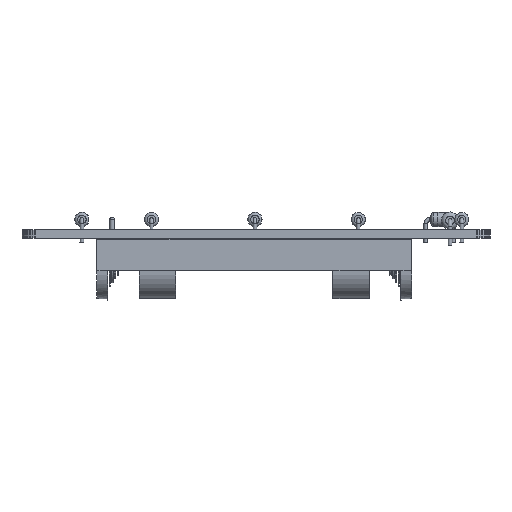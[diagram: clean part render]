
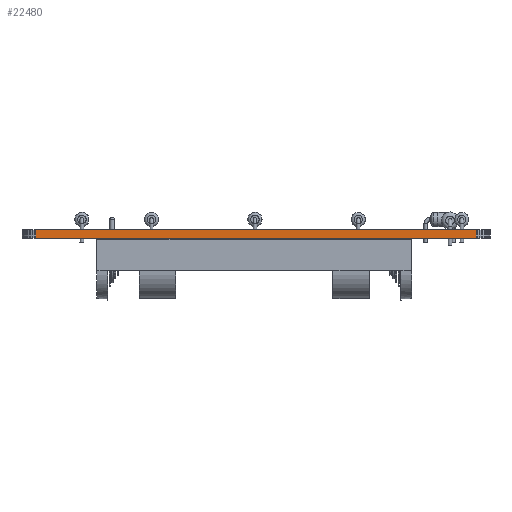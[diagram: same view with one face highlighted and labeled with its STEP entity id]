
A CAD part, front view. The second image highlights one B-rep face of the part: STEP entity #22480.
In plain terms, the highlighted planar face has unit normal (0, -1, 0).
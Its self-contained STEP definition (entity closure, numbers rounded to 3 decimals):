
#8879 = PLANE('',#8880);
#8880 = AXIS2_PLACEMENT_3D('',#8881,#8882,#8883);
#8881 = CARTESIAN_POINT('',(232.353,-158.694,1.6));
#8882 = DIRECTION('',(-0.,-0.,-1.));
#8883 = DIRECTION('',(-1.,0.,0.));
#8933 = PLANE('',#8934);
#8934 = AXIS2_PLACEMENT_3D('',#8935,#8936,#8937);
#8935 = CARTESIAN_POINT('',(232.353,-158.694,0.));
#8936 = DIRECTION('',(-0.,-0.,-1.));
#8937 = DIRECTION('',(-1.,0.,0.));
#9742 = VERTEX_POINT('',#9743);
#9743 = CARTESIAN_POINT('',(272.923,-228.6,0.));
#9757 = PLANE('',#9758);
#9758 = AXIS2_PLACEMENT_3D('',#9759,#9760,#9761);
#9759 = CARTESIAN_POINT('',(273.229,-228.581,0.));
#9760 = DIRECTION('',(0.06,-0.998,0.));
#9761 = DIRECTION('',(-0.998,-0.06,0.));
#9769 = EDGE_CURVE('',#9742,#9770,#9772,.T.);
#9770 = VERTEX_POINT('',#9771);
#9771 = CARTESIAN_POINT('',(191.788,-228.582,0.));
#9772 = SURFACE_CURVE('',#9773,(#9777,#9784),.PCURVE_S1.);
#9773 = LINE('',#9774,#9775);
#9774 = CARTESIAN_POINT('',(272.923,-228.6,0.));
#9775 = VECTOR('',#9776,1.);
#9776 = DIRECTION('',(-1.,0.,0.));
#9777 = PCURVE('',#8933,#9778);
#9778 = DEFINITIONAL_REPRESENTATION('',(#9779),#9783);
#9779 = LINE('',#9780,#9781);
#9780 = CARTESIAN_POINT('',(-40.57,-69.906));
#9781 = VECTOR('',#9782,1.);
#9782 = DIRECTION('',(1.,0.));
#9783 = ( GEOMETRIC_REPRESENTATION_CONTEXT(2) 
PARAMETRIC_REPRESENTATION_CONTEXT() REPRESENTATION_CONTEXT('2D SPACE',''
  ) );
#9784 = PCURVE('',#9785,#9790);
#9785 = PLANE('',#9786);
#9786 = AXIS2_PLACEMENT_3D('',#9787,#9788,#9789);
#9787 = CARTESIAN_POINT('',(272.923,-228.6,0.));
#9788 = DIRECTION('',(0.,-1.,0.));
#9789 = DIRECTION('',(-1.,0.,0.));
#9790 = DEFINITIONAL_REPRESENTATION('',(#9791),#9795);
#9791 = LINE('',#9792,#9793);
#9792 = CARTESIAN_POINT('',(0.,0.));
#9793 = VECTOR('',#9794,1.);
#9794 = DIRECTION('',(1.,0.));
#9795 = ( GEOMETRIC_REPRESENTATION_CONTEXT(2) 
PARAMETRIC_REPRESENTATION_CONTEXT() REPRESENTATION_CONTEXT('2D SPACE',''
  ) );
#9813 = PLANE('',#9814);
#9814 = AXIS2_PLACEMENT_3D('',#9815,#9816,#9817);
#9815 = CARTESIAN_POINT('',(191.788,-228.582,0.));
#9816 = DIRECTION('',(-0.06,-0.998,0.));
#9817 = DIRECTION('',(-0.998,0.06,0.));
#16150 = VERTEX_POINT('',#16151);
#16151 = CARTESIAN_POINT('',(272.923,-228.6,1.6));
#16172 = EDGE_CURVE('',#16150,#16173,#16175,.T.);
#16173 = VERTEX_POINT('',#16174);
#16174 = CARTESIAN_POINT('',(191.788,-228.582,1.6));
#16175 = SURFACE_CURVE('',#16176,(#16180,#16187),.PCURVE_S1.);
#16176 = LINE('',#16177,#16178);
#16177 = CARTESIAN_POINT('',(272.923,-228.6,1.6));
#16178 = VECTOR('',#16179,1.);
#16179 = DIRECTION('',(-1.,0.,0.));
#16180 = PCURVE('',#8879,#16181);
#16181 = DEFINITIONAL_REPRESENTATION('',(#16182),#16186);
#16182 = LINE('',#16183,#16184);
#16183 = CARTESIAN_POINT('',(-40.57,-69.906));
#16184 = VECTOR('',#16185,1.);
#16185 = DIRECTION('',(1.,0.));
#16186 = ( GEOMETRIC_REPRESENTATION_CONTEXT(2) 
PARAMETRIC_REPRESENTATION_CONTEXT() REPRESENTATION_CONTEXT('2D SPACE',''
  ) );
#16187 = PCURVE('',#9785,#16188);
#16188 = DEFINITIONAL_REPRESENTATION('',(#16189),#16193);
#16189 = LINE('',#16190,#16191);
#16190 = CARTESIAN_POINT('',(0.,-1.6));
#16191 = VECTOR('',#16192,1.);
#16192 = DIRECTION('',(1.,0.));
#16193 = ( GEOMETRIC_REPRESENTATION_CONTEXT(2) 
PARAMETRIC_REPRESENTATION_CONTEXT() REPRESENTATION_CONTEXT('2D SPACE',''
  ) );
#22432 = EDGE_CURVE('',#9742,#16150,#22433,.T.);
#22433 = SURFACE_CURVE('',#22434,(#22438,#22445),.PCURVE_S1.);
#22434 = LINE('',#22435,#22436);
#22435 = CARTESIAN_POINT('',(272.923,-228.6,0.));
#22436 = VECTOR('',#22437,1.);
#22437 = DIRECTION('',(0.,0.,1.));
#22438 = PCURVE('',#9757,#22439);
#22439 = DEFINITIONAL_REPRESENTATION('',(#22440),#22444);
#22440 = LINE('',#22441,#22442);
#22441 = CARTESIAN_POINT('',(0.307,0.));
#22442 = VECTOR('',#22443,1.);
#22443 = DIRECTION('',(0.,-1.));
#22444 = ( GEOMETRIC_REPRESENTATION_CONTEXT(2) 
PARAMETRIC_REPRESENTATION_CONTEXT() REPRESENTATION_CONTEXT('2D SPACE',''
  ) );
#22445 = PCURVE('',#9785,#22446);
#22446 = DEFINITIONAL_REPRESENTATION('',(#22447),#22451);
#22447 = LINE('',#22448,#22449);
#22448 = CARTESIAN_POINT('',(0.,0.));
#22449 = VECTOR('',#22450,1.);
#22450 = DIRECTION('',(0.,-1.));
#22451 = ( GEOMETRIC_REPRESENTATION_CONTEXT(2) 
PARAMETRIC_REPRESENTATION_CONTEXT() REPRESENTATION_CONTEXT('2D SPACE',''
  ) );
#22480 = ADVANCED_FACE('',(#22481),#9785,.T.);
#22481 = FACE_BOUND('',#22482,.T.);
#22482 = EDGE_LOOP('',(#22483,#22484,#22485,#22506));
#22483 = ORIENTED_EDGE('',*,*,#22432,.T.);
#22484 = ORIENTED_EDGE('',*,*,#16172,.T.);
#22485 = ORIENTED_EDGE('',*,*,#22486,.F.);
#22486 = EDGE_CURVE('',#9770,#16173,#22487,.T.);
#22487 = SURFACE_CURVE('',#22488,(#22492,#22499),.PCURVE_S1.);
#22488 = LINE('',#22489,#22490);
#22489 = CARTESIAN_POINT('',(191.788,-228.582,0.));
#22490 = VECTOR('',#22491,1.);
#22491 = DIRECTION('',(0.,0.,1.));
#22492 = PCURVE('',#9785,#22493);
#22493 = DEFINITIONAL_REPRESENTATION('',(#22494),#22498);
#22494 = LINE('',#22495,#22496);
#22495 = CARTESIAN_POINT('',(81.135,0.));
#22496 = VECTOR('',#22497,1.);
#22497 = DIRECTION('',(0.,-1.));
#22498 = ( GEOMETRIC_REPRESENTATION_CONTEXT(2) 
PARAMETRIC_REPRESENTATION_CONTEXT() REPRESENTATION_CONTEXT('2D SPACE',''
  ) );
#22499 = PCURVE('',#9813,#22500);
#22500 = DEFINITIONAL_REPRESENTATION('',(#22501),#22505);
#22501 = LINE('',#22502,#22503);
#22502 = CARTESIAN_POINT('',(0.,0.));
#22503 = VECTOR('',#22504,1.);
#22504 = DIRECTION('',(0.,-1.));
#22505 = ( GEOMETRIC_REPRESENTATION_CONTEXT(2) 
PARAMETRIC_REPRESENTATION_CONTEXT() REPRESENTATION_CONTEXT('2D SPACE',''
  ) );
#22506 = ORIENTED_EDGE('',*,*,#9769,.F.);
